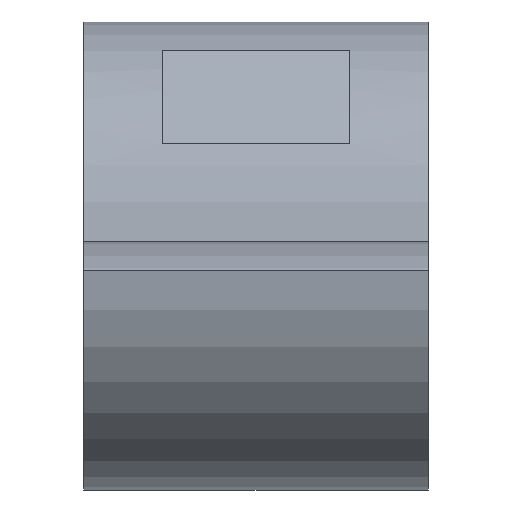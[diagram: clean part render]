
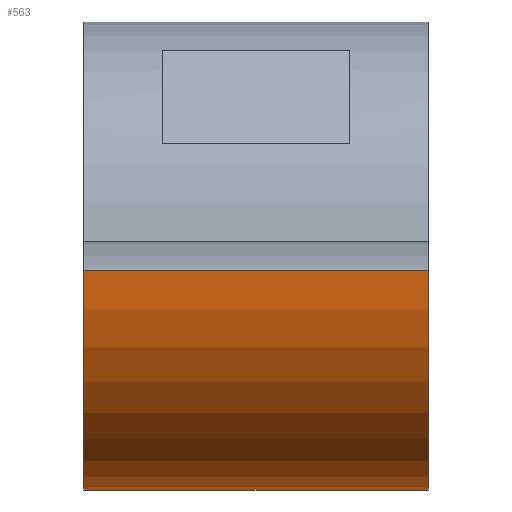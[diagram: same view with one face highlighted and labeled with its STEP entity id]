
A CAD part, left-side view. The second image highlights one B-rep face of the part: STEP entity #563.
In plain terms, the highlighted cylindrical face has radius 7.938 mm (diameter 15.875 mm), a partial arc.
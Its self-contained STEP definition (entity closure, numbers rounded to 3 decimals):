
#28 = CIRCLE ( 'NONE', #409, 7.938 ) ;
#30 = EDGE_CURVE ( 'NONE', #599, #522, #491, .T. ) ;
#58 = EDGE_CURVE ( 'NONE', #92, #599, #332, .T. ) ;
#92 = VERTEX_POINT ( 'NONE', #162 ) ;
#104 = DIRECTION ( 'NONE',  ( 0., 0., 1. ) ) ;
#127 = VECTOR ( 'NONE', #444, 1000. ) ;
#162 = CARTESIAN_POINT ( 'NONE',  ( 0., -5.842, -7.938 ) ) ;
#177 = AXIS2_PLACEMENT_3D ( 'NONE', #528, #446, #104 ) ;
#188 = EDGE_CURVE ( 'NONE', #92, #363, #28, .T. ) ;
#208 = VECTOR ( 'NONE', #441, 1000. ) ;
#211 = EDGE_CURVE ( 'NONE', #363, #522, #312, .T. ) ;
#215 = ORIENTED_EDGE ( 'NONE', *, *, #58, .F. ) ;
#224 = CARTESIAN_POINT ( 'NONE',  ( -7.921, -5.842, -0.508 ) ) ;
#226 = DIRECTION ( 'NONE',  ( 0., 0., 1. ) ) ;
#268 = CARTESIAN_POINT ( 'NONE',  ( 0., 5.842, -7.938 ) ) ;
#304 = ORIENTED_EDGE ( 'NONE', *, *, #30, .F. ) ;
#312 = LINE ( 'NONE', #481, #208 ) ;
#329 = CARTESIAN_POINT ( 'NONE',  ( 0., -5.842, -7.938 ) ) ;
#331 = DIRECTION ( 'NONE',  ( 0., 1., 0. ) ) ;
#332 = LINE ( 'NONE', #329, #127 ) ;
#343 = DIRECTION ( 'NONE',  ( 0., 0., 1. ) ) ;
#347 = EDGE_LOOP ( 'NONE', ( #215, #650, #542, #304 ) ) ;
#363 = VERTEX_POINT ( 'NONE', #224 ) ;
#374 = AXIS2_PLACEMENT_3D ( 'NONE', #609, #479, #226 ) ;
#382 = CYLINDRICAL_SURFACE ( 'NONE', #374, 7.938 ) ;
#404 = CARTESIAN_POINT ( 'NONE',  ( -7.921, 5.842, -0.508 ) ) ;
#409 = AXIS2_PLACEMENT_3D ( 'NONE', #496, #331, #343 ) ;
#441 = DIRECTION ( 'NONE',  ( 0., 1., 0. ) ) ;
#444 = DIRECTION ( 'NONE',  ( 0., 1., 0. ) ) ;
#446 = DIRECTION ( 'NONE',  ( 0., 1., 0. ) ) ;
#470 = FACE_OUTER_BOUND ( 'NONE', #347, .T. ) ;
#479 = DIRECTION ( 'NONE',  ( 0., 1., 0. ) ) ;
#481 = CARTESIAN_POINT ( 'NONE',  ( -7.921, -5.842, -0.508 ) ) ;
#491 = CIRCLE ( 'NONE', #177, 7.938 ) ;
#496 = CARTESIAN_POINT ( 'NONE',  ( 0., -5.842, 0. ) ) ;
#522 = VERTEX_POINT ( 'NONE', #404 ) ;
#528 = CARTESIAN_POINT ( 'NONE',  ( 0., 5.842, 0. ) ) ;
#542 = ORIENTED_EDGE ( 'NONE', *, *, #211, .T. ) ;
#563 = ADVANCED_FACE ( 'NONE', ( #470 ), #382, .T. ) ;
#599 = VERTEX_POINT ( 'NONE', #268 ) ;
#609 = CARTESIAN_POINT ( 'NONE',  ( 0., -5.842, 0. ) ) ;
#650 = ORIENTED_EDGE ( 'NONE', *, *, #188, .T. ) ;
